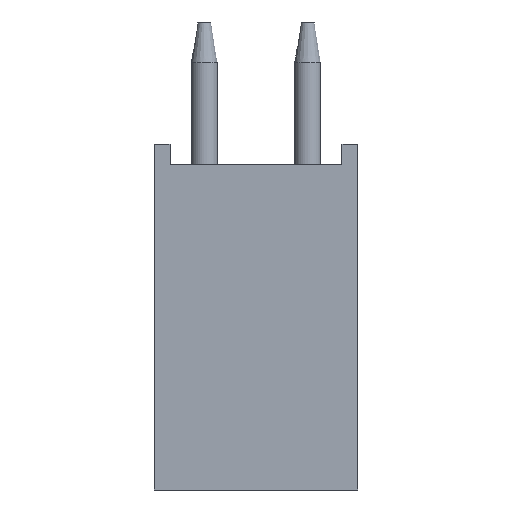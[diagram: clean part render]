
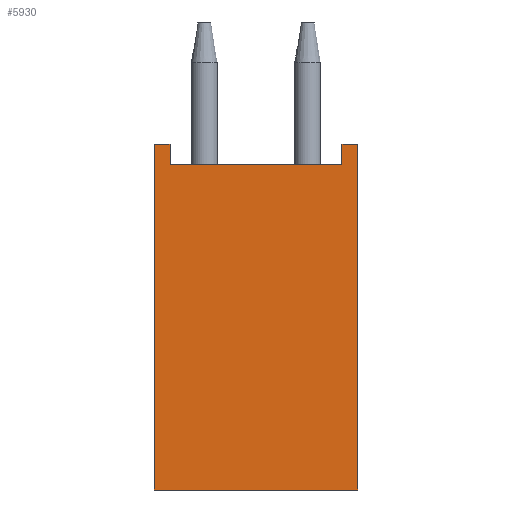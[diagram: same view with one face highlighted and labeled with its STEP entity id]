
A CAD part, left-side view. The second image highlights one B-rep face of the part: STEP entity #5930.
In plain terms, the highlighted planar face has unit normal (-1, 0, 0).
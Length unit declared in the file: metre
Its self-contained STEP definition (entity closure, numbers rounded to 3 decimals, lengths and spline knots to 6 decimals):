
#13=LINE('',#10677,#357);
#25=LINE('',#11136,#369);
#26=LINE('',#11138,#370);
#27=LINE('',#11141,#371);
#28=LINE('',#11142,#372);
#29=LINE('',#11144,#373);
#30=LINE('',#11146,#374);
#31=LINE('',#11148,#375);
#357=VECTOR('',#8863,1.);
#369=VECTOR('',#9353,1.);
#370=VECTOR('',#9356,1.);
#371=VECTOR('',#9357,1.);
#372=VECTOR('',#9358,1.);
#373=VECTOR('',#9359,1.);
#374=VECTOR('',#9360,1.);
#375=VECTOR('',#9361,1.);
#1264=PLANE('',#7723);
#1969=ORIENTED_EDGE('',*,*,#3221,.F.);
#1970=ORIENTED_EDGE('',*,*,#3222,.T.);
#1971=ORIENTED_EDGE('',*,*,#3011,.F.);
#1972=ORIENTED_EDGE('',*,*,#3220,.T.);
#1973=ORIENTED_EDGE('',*,*,#3223,.T.);
#1974=ORIENTED_EDGE('',*,*,#3224,.F.);
#1975=ORIENTED_EDGE('',*,*,#3225,.F.);
#1976=ORIENTED_EDGE('',*,*,#3226,.F.);
#3011=EDGE_CURVE('',#3718,#3719,#13,.T.);
#3220=EDGE_CURVE('',#3718,#3925,#25,.T.);
#3221=EDGE_CURVE('',#3926,#3927,#26,.T.);
#3222=EDGE_CURVE('',#3926,#3719,#27,.T.);
#3223=EDGE_CURVE('',#3925,#3928,#28,.T.);
#3224=EDGE_CURVE('',#3929,#3928,#29,.T.);
#3225=EDGE_CURVE('',#3930,#3929,#30,.T.);
#3226=EDGE_CURVE('',#3927,#3930,#31,.T.);
#3718=VERTEX_POINT('',#10678);
#3719=VERTEX_POINT('',#10679);
#3925=VERTEX_POINT('',#11135);
#3926=VERTEX_POINT('',#11139);
#3927=VERTEX_POINT('',#11140);
#3928=VERTEX_POINT('',#11143);
#3929=VERTEX_POINT('',#11145);
#3930=VERTEX_POINT('',#11147);
#4699=EDGE_LOOP('',(#1969,#1970,#1971,#1972,#1973,#1974,#1975,#1976));
#5355=FACE_BOUND('',#4699,.T.);
#5930=ADVANCED_FACE('',(#5355),#1264,.F.);
#7723=AXIS2_PLACEMENT_3D('',#11137,#9354,#9355);
#8863=DIRECTION('',(0.,-1.,0.));
#9353=DIRECTION('',(0.,0.,-1.));
#9354=DIRECTION('',(1.,0.,0.));
#9355=DIRECTION('',(0.,0.,-1.));
#9356=DIRECTION('',(0.,-1.,0.));
#9357=DIRECTION('',(0.,0.,1.));
#9358=DIRECTION('',(0.,-1.,0.));
#9359=DIRECTION('',(0.,0.,-1.));
#9360=DIRECTION('',(0.,-1.,0.));
#9361=DIRECTION('',(0.,0.,1.));
#10677=CARTESIAN_POINT('',(-0.02565,0.,0.0085));
#10678=CARTESIAN_POINT('',(-0.02565,0.0025,0.0085));
#10679=CARTESIAN_POINT('',(-0.02565,0.002112,0.0085));
#11135=CARTESIAN_POINT('',(-0.02565,0.0025,0.));
#11136=CARTESIAN_POINT('',(-0.02565,0.0025,0.0085));
#11137=CARTESIAN_POINT('',(-0.02565,0.,0.0085));
#11138=CARTESIAN_POINT('',(-0.02565,0.,0.008));
#11139=CARTESIAN_POINT('',(-0.02565,0.002112,0.008));
#11140=CARTESIAN_POINT('',(-0.02565,-0.002112,0.008));
#11141=CARTESIAN_POINT('',(-0.02565,0.002112,0.008));
#11142=CARTESIAN_POINT('',(-0.02565,0.,0.));
#11143=CARTESIAN_POINT('',(-0.02565,-0.0025,0.));
#11144=CARTESIAN_POINT('',(-0.02565,-0.0025,0.0085));
#11145=CARTESIAN_POINT('',(-0.02565,-0.0025,0.0085));
#11146=CARTESIAN_POINT('',(-0.02565,0.,0.0085));
#11147=CARTESIAN_POINT('',(-0.02565,-0.002112,0.0085));
#11148=CARTESIAN_POINT('',(-0.02565,-0.002112,0.008));
